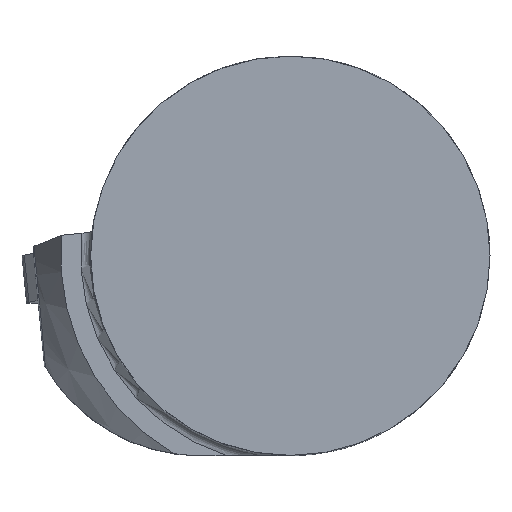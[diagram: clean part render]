
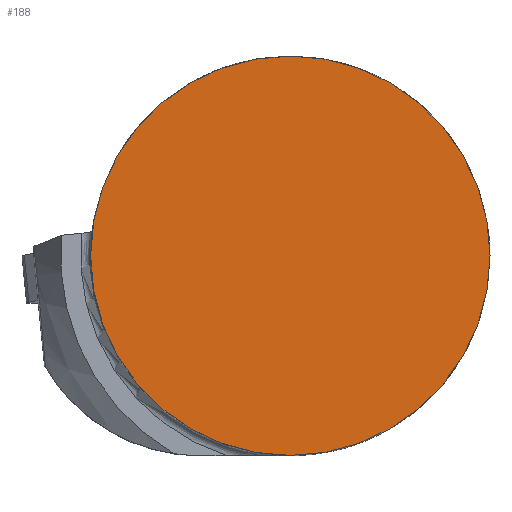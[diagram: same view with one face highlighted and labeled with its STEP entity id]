
A CAD part, top view. The second image highlights one B-rep face of the part: STEP entity #188.
In plain terms, the highlighted planar face has unit normal (0, 0, 1).
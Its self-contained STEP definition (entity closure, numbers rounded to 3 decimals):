
#133=CIRCLE('',#962,20.);
#188=ADVANCED_FACE('',(#257),#225,.F.);
#225=PLANE('',#989);
#257=FACE_OUTER_BOUND('',#298,.T.);
#298=EDGE_LOOP('',(#446));
#446=ORIENTED_EDGE('',*,*,#683,.T.);
#600=VERTEX_POINT('',#1393);
#683=EDGE_CURVE('',#600,#600,#133,.T.);
#962=AXIS2_PLACEMENT_3D('',#1392,#1097,#1098);
#989=AXIS2_PLACEMENT_3D('',#1523,#1164,#1165);
#1097=DIRECTION('',(0.,0.,1.));
#1098=DIRECTION('',(1.,0.,0.));
#1164=DIRECTION('',(0.,0.,-1.));
#1165=DIRECTION('',(-1.,0.,0.));
#1392=CARTESIAN_POINT('',(0.,0.,0.325));
#1393=CARTESIAN_POINT('',(20.,0.,0.325));
#1523=CARTESIAN_POINT('',(-20.,0.,0.325));
